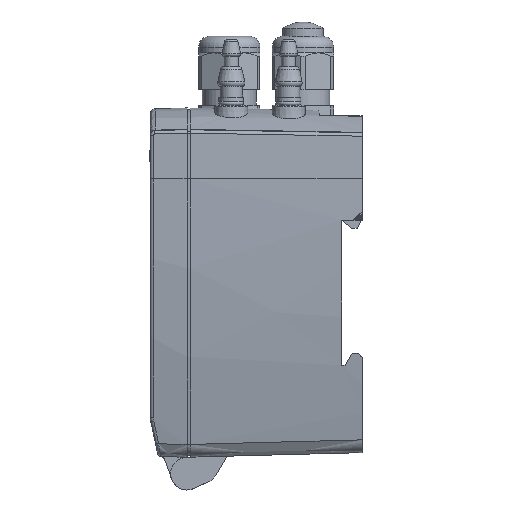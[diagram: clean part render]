
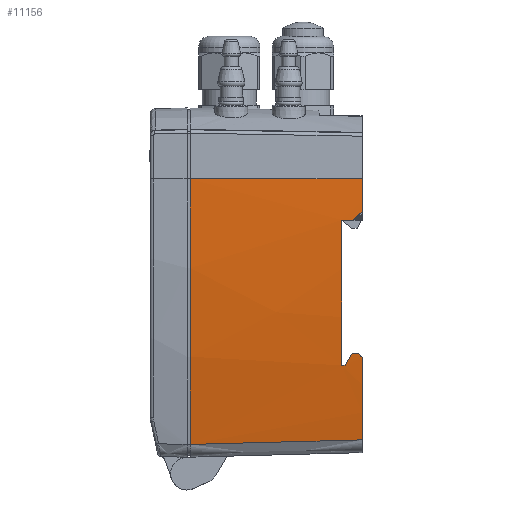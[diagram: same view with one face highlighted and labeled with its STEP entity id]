
A CAD part, left-side view. The second image highlights one B-rep face of the part: STEP entity #11156.
In plain terms, the highlighted conical face has half-angle 1.5 degrees and reference radius 293 mm.
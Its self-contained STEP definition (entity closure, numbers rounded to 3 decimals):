
#2271=CARTESIAN_POINT('',(-28.832,-38.0,12.6));
#2272=VERTEX_POINT('',#2271);
#2279=CARTESIAN_POINT('',(-25.43,-38.0,-22.9));
#2280=VERTEX_POINT('',#2279);
#2281=CARTESIAN_POINT('',(263.0,-38.0,22.65));
#2282=DIRECTION('',(0.0,-1.0,0.0));
#2283=DIRECTION('',(0.0,0.0,1.0));
#2284=AXIS2_PLACEMENT_3D('',#2281,#2282,#2283);
#2285=CIRCLE('',#2284,292.005);
#2286=EDGE_CURVE('',#2272,#2280,#2285,.T.);
#7580=CARTESIAN_POINT('',(-25.598,-43.0,-20.956));
#7581=VERTEX_POINT('',#7580);
#7588=CARTESIAN_POINT('',(-21.827,-43.0,-41.099));
#7589=VERTEX_POINT('',#7588);
#7590=CARTESIAN_POINT('',(263.0,-43.0,22.65));
#7591=DIRECTION('',(0.0,1.0,0.0));
#7592=DIRECTION('',(0.0,0.0,1.0));
#7593=AXIS2_PLACEMENT_3D('',#7590,#7591,#7592);
#7594=CIRCLE('',#7593,291.874);
#7595=EDGE_CURVE('',#7589,#7581,#7594,.T.);
#7757=CARTESIAN_POINT('',(-25.774,-42.,-19.956));
#7758=VERTEX_POINT('',#7757);
#7765=CARTESIAN_POINT('',(543.411,7.521,29.566));
#7766=DIRECTION('',(0.,-0.707,0.707));
#7767=DIRECTION('',(-0.992,-0.088,-0.088));
#7768=AXIS2_PLACEMENT_3D('',#7765,#7766,#7767);
#7769=CIRCLE('',#7768,573.478);
#7770=EDGE_CURVE('',#7758,#7581,#7769,.T.);
#7820=CARTESIAN_POINT('',(-25.814,-40.5,-19.956));
#7821=VERTEX_POINT('',#7820);
#7828=CARTESIAN_POINT('',(-25.814,-40.5,-19.956));
#7829=DIRECTION('',(0.026,-1.,0.0));
#7830=VECTOR('',#7829,1.501);
#7831=LINE('',#7828,#7830);
#7832=EDGE_CURVE('',#7821,#7758,#7831,.T.);
#7882=CARTESIAN_POINT('',(-25.409,-38.8,-22.9));
#7883=VERTEX_POINT('',#7882);
#7890=CARTESIAN_POINT('',(357.507,-62.449,18.061));
#7891=DIRECTION('',(0.,0.866,0.5));
#7892=DIRECTION('',(-0.994,0.057,-0.099));
#7893=AXIS2_PLACEMENT_3D('',#7890,#7891,#7892);
#7894=CIRCLE('',#7893,385.826);
#7895=EDGE_CURVE('',#7883,#7821,#7894,.T.);
#7935=CARTESIAN_POINT('',(-25.43,-38.0,-22.9));
#7936=DIRECTION('',(0.027,-1.,0.0));
#7937=VECTOR('',#7936,0.8);
#7938=LINE('',#7935,#7937);
#7939=EDGE_CURVE('',#2280,#7883,#7938,.T.);
#8158=CARTESIAN_POINT('',(-28.874,-43.0,22.65));
#8159=VERTEX_POINT('',#8158);
#8166=CARTESIAN_POINT('',(-28.763,-43.0,14.6));
#8167=VERTEX_POINT('',#8166);
#8168=CARTESIAN_POINT('',(263.0,-43.0,22.65));
#8169=DIRECTION('',(0.0,1.0,0.0));
#8170=DIRECTION('',(0.0,0.0,1.0));
#8171=AXIS2_PLACEMENT_3D('',#8168,#8169,#8170);
#8172=CIRCLE('',#8171,291.874);
#8173=EDGE_CURVE('',#8167,#8159,#8172,.T.);
#8252=CARTESIAN_POINT('',(-28.766,-40.5,12.6));
#8253=VERTEX_POINT('',#8252);
#8260=CARTESIAN_POINT('',(-28.766,-40.5,12.6));
#8261=DIRECTION('',(-0.026,1.,0.0));
#8262=VECTOR('',#8261,2.501);
#8263=LINE('',#8260,#8262);
#8264=EDGE_CURVE('',#8253,#2272,#8263,.T.);
#8283=CARTESIAN_POINT('',(719.684,-41.118,13.095));
#8284=DIRECTION('',(0.,-0.625,-0.781));
#8285=DIRECTION('',(-1.,0.001,-0.001));
#8286=AXIS2_PLACEMENT_3D('',#8283,#8284,#8285);
#8287=CIRCLE('',#8286,748.451);
#8288=EDGE_CURVE('',#8167,#8253,#8287,.T.);
#10187=CARTESIAN_POINT('',(-22.704,-1.0,-42.21));
#10188=VERTEX_POINT('',#10187);
#10202=CARTESIAN_POINT('',(-29.974,-1.0,22.65));
#10203=VERTEX_POINT('',#10202);
#10204=CARTESIAN_POINT('',(263.0,-1.0,22.65));
#10205=DIRECTION('',(0.0,-1.0,0.0));
#10206=DIRECTION('',(0.0,0.0,1.0));
#10207=AXIS2_PLACEMENT_3D('',#10204,#10205,#10206);
#10208=CIRCLE('',#10207,292.974);
#10209=EDGE_CURVE('',#10203,#10188,#10208,.T.);
#11034=CARTESIAN_POINT('',(-22.704,-1.,-42.21));
#11035=CARTESIAN_POINT('',(-22.412,-15.,-41.84));
#11036=CARTESIAN_POINT('',(-22.12,-29.,-41.469));
#11037=CARTESIAN_POINT('',(-21.827,-43.,-41.099));
#11038=B_SPLINE_CURVE_WITH_KNOTS('',3,(#11034,#11035,#11036,#11037),.UNSPECIFIED.,.F.,.U.,(4,4),(0.001,0.043),.UNSPECIFIED.);
#11039=EDGE_CURVE('',#10188,#7589,#11038,.T.);
#11076=CARTESIAN_POINT('',(-28.874,-43.0,22.65));
#11077=DIRECTION('',(-0.026,1.,0.0));
#11078=VECTOR('',#11077,42.014);
#11079=LINE('',#11076,#11078);
#11080=EDGE_CURVE('',#8159,#10203,#11079,.T.);
#11137=CARTESIAN_POINT('',(263.0,0.0,22.65));
#11138=DIRECTION('',(0.0,1.0,0.0));
#11139=DIRECTION('',(0.0,0.0,-1.0));
#11140=AXIS2_PLACEMENT_3D('',#11137,#11138,#11139);
#11141=CONICAL_SURFACE('',#11140,293.,1.5);
#11142=ORIENTED_EDGE('',*,*,#7595,.T.);
#11143=ORIENTED_EDGE('',*,*,#7770,.F.);
#11144=ORIENTED_EDGE('',*,*,#7832,.F.);
#11145=ORIENTED_EDGE('',*,*,#7895,.F.);
#11146=ORIENTED_EDGE('',*,*,#7939,.F.);
#11147=ORIENTED_EDGE('',*,*,#2286,.F.);
#11148=ORIENTED_EDGE('',*,*,#8264,.F.);
#11149=ORIENTED_EDGE('',*,*,#8288,.F.);
#11150=ORIENTED_EDGE('',*,*,#8173,.T.);
#11151=ORIENTED_EDGE('',*,*,#11080,.T.);
#11152=ORIENTED_EDGE('',*,*,#10209,.T.);
#11153=ORIENTED_EDGE('',*,*,#11039,.T.);
#11154=EDGE_LOOP('',(#11142,#11143,#11144,#11145,#11146,#11147,#11148,#11149,#11150,#11151,#11152,#11153));
#11155=FACE_OUTER_BOUND('',#11154,.T.);
#11156=ADVANCED_FACE('',(#11155),#11141,.T.);
